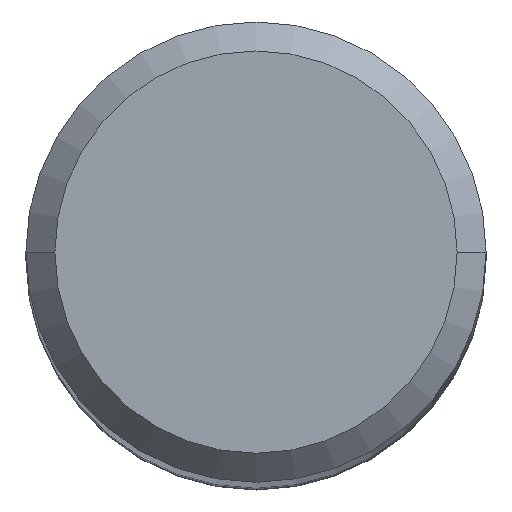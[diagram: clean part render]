
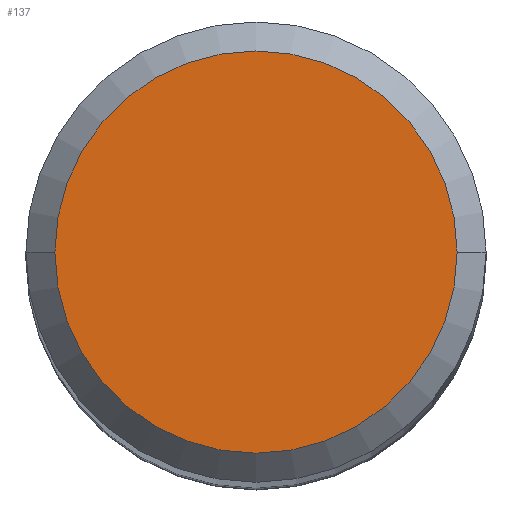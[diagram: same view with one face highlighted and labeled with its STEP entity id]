
A CAD part, top view. The second image highlights one B-rep face of the part: STEP entity #137.
In plain terms, the highlighted planar face has unit normal (0, 0, 1).
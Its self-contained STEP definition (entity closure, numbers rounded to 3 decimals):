
#30=PLANE('',#1025);
#137=ADVANCED_FACE('',(#194),#30,.F.);
#194=FACE_OUTER_BOUND('',#242,.T.);
#242=EDGE_LOOP('',(#413,#414,#415,#416));
#413=ORIENTED_EDGE('',*,*,#629,.F.);
#414=ORIENTED_EDGE('',*,*,#628,.F.);
#415=ORIENTED_EDGE('',*,*,#630,.F.);
#416=ORIENTED_EDGE('',*,*,#631,.F.);
#525=VERTEX_POINT('',#2147);
#526=VERTEX_POINT('',#2149);
#527=VERTEX_POINT('',#2151);
#528=VERTEX_POINT('',#2155);
#628=EDGE_CURVE('',#526,#527,#755,.T.);
#629=EDGE_CURVE('',#527,#525,#756,.T.);
#630=EDGE_CURVE('',#528,#526,#757,.T.);
#631=EDGE_CURVE('',#525,#528,#758,.T.);
#755=CIRCLE('',#1020,8.325);
#756=CIRCLE('',#1021,8.325);
#757=CIRCLE('',#1023,8.325);
#758=CIRCLE('',#1024,8.325);
#1020=AXIS2_PLACEMENT_3D('',#2150,#1256,#1257);
#1021=AXIS2_PLACEMENT_3D('',#2152,#1258,#1259);
#1023=AXIS2_PLACEMENT_3D('',#2154,#1262,#1263);
#1024=AXIS2_PLACEMENT_3D('',#2156,#1264,#1265);
#1025=AXIS2_PLACEMENT_3D('',#2157,#1266,#1267);
#1256=DIRECTION('',(0.,0.,-1.));
#1257=DIRECTION('',(-1.,0.,0.));
#1258=DIRECTION('',(0.,0.,-1.));
#1259=DIRECTION('',(0.,1.,0.));
#1262=DIRECTION('',(0.,0.,-1.));
#1263=DIRECTION('',(0.,-1.,0.));
#1264=DIRECTION('',(0.,0.,-1.));
#1265=DIRECTION('',(1.,0.,0.));
#1266=DIRECTION('',(0.,0.,-1.));
#1267=DIRECTION('',(-1.,0.,0.));
#2147=CARTESIAN_POINT('',(8.325,0.,0.));
#2149=CARTESIAN_POINT('',(-8.325,0.,0.));
#2150=CARTESIAN_POINT('',(0.,0.,0.));
#2151=CARTESIAN_POINT('',(0.,8.325,0.));
#2152=CARTESIAN_POINT('',(0.,0.,0.));
#2154=CARTESIAN_POINT('',(0.,0.,0.));
#2155=CARTESIAN_POINT('',(0.,-8.325,0.));
#2156=CARTESIAN_POINT('',(0.,0.,0.));
#2157=CARTESIAN_POINT('',(0.,0.,0.));
